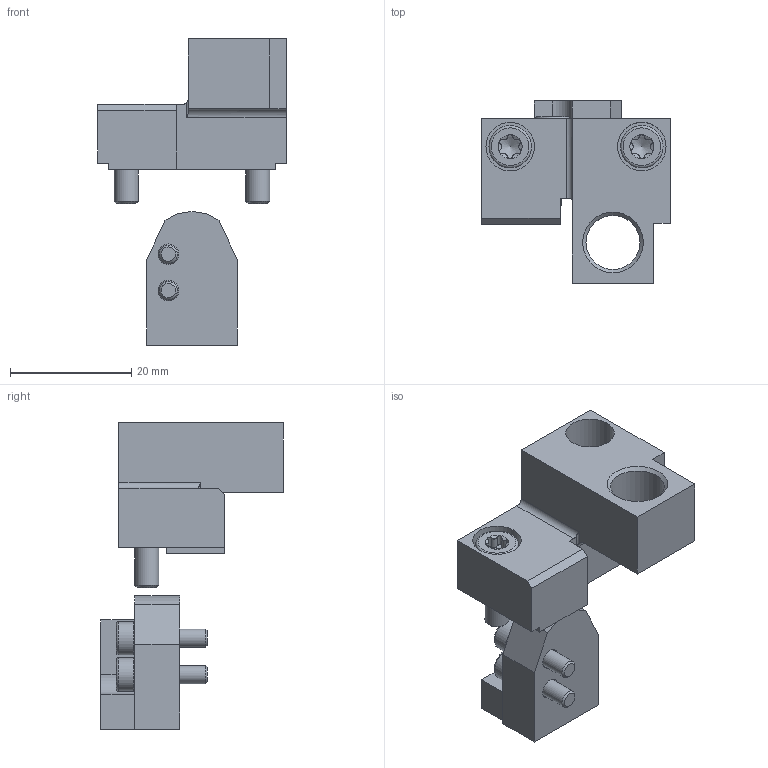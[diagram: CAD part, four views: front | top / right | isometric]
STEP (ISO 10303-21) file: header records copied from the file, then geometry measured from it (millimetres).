
FILE_DESCRIPTION(/* description */ ('STEP AP214'),/* implementation_level */ '2;1');
FILE_NAME(/* name */ '8173539_DADP-SP-G9-20-F',/* time_stamp */ '2024-08-12T19:58:12+02:00',/* author */ ('License CC BY-ND 4.0'),/* organization */ ('CADENAS'),/* preprocessor_version */ 'ST-DEVELOPER v19.3',/* originating_system */ 'PARTsolutions',/* authorisation */ ' ');
FILE_SCHEMA (('AUTOMOTIVE_DESIGN {1 0 10303 214 3 1 1}'));
Length unit declared in the file: millimetre
Products named in the file (5): 8173539 DADP-SP-G9-20-F---(high); 8156331 DGSS-20---(high_stop); ISO 14579 M4x12(F); 8156333 DGSS-20---(high_stop); ISO 14579 M3x12(F)
Assembly tree (6 placements, depth 2):
  8173539 DADP-SP-G9-20-F---(high)
    8156331 DGSS-20---(high_stop)
    ISO 14579 M4x12(F)  x2
    8156333 DGSS-20---(high_stop)
    ISO 14579 M3x12(F)  x2
Bounding box: 31.1 x 30.1 x 50.5 mm (x, y, z)
Volume: 11336.5 mm3; surface area: 6677.9 mm2
Topology: 6 solids, 6 shells, 167 faces, 397 edges, 248 vertices
Faces by surface type: cylinder 68, plane 45, cone 42, torus 12
Full cylindrical faces by diameter (mm): 3 x2, 3.4 x2, 4 x2, 4.5 x2, 5.5 x2, 7 x2, 8 x2, 8.917 x1
Entity records: 3179 total; most frequent: CARTESIAN_POINT 726, ORIENTED_EDGE 456, DIRECTION 450, EDGE_CURVE 228, AXIS2_PLACEMENT_3D 170, VERTEX_POINT 162, FACE_BOUND 150, EDGE_LOOP 148
